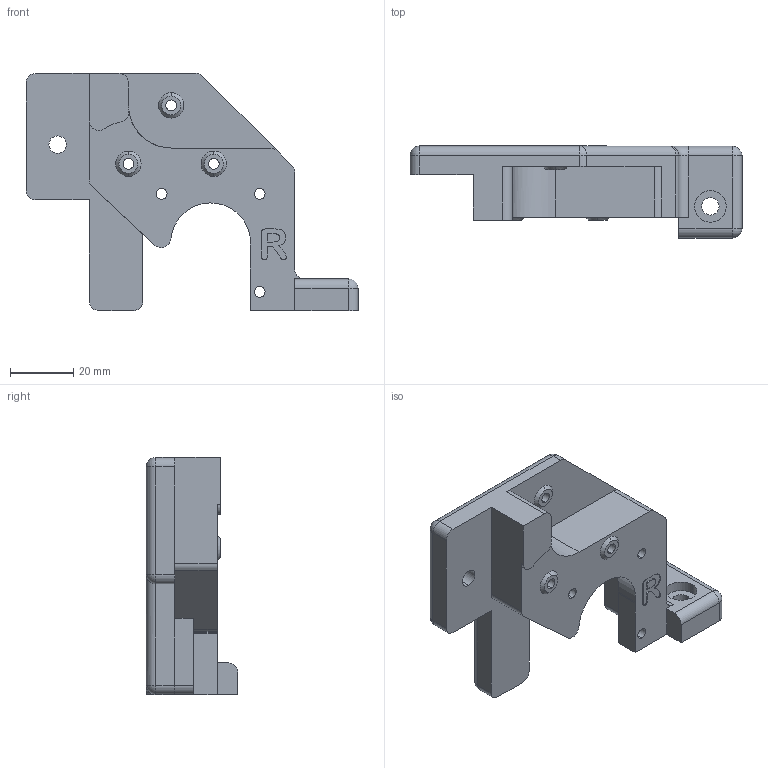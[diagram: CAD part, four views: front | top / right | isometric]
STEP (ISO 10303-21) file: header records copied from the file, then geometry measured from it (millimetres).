
FILE_DESCRIPTION (( 'STEP AP203' ), '1' );
FILE_NAME ('blv-10mm-motor bracket right bottom_v1.STEP', '2019-06-05T08:21:52', ( '' ), ( '' ), 'SwSTEP 2.0', 'SolidWorks 2016', '' );
FILE_SCHEMA (( 'CONFIG_CONTROL_DESIGN' ));
Length unit declared in the file: millimetre
Products named in the file (2): blv-10mm-motor bracket right bottom_v1
Bounding box: 105 x 29 x 75 mm (x, y, z)
Volume: 56062.1 mm3; surface area: 18155 mm2
Topology: 1 solids, 1 shells, 140 faces, 366 edges, 231 vertices
Faces by surface type: plane 62, cylinder 51, bspline 13, sphere 7, cone 6, torus 1
Entity records: 4992 total; most frequent: CARTESIAN_POINT 1399, ORIENTED_EDGE 718, DIRECTION 701, EDGE_CURVE 359, AXIS2_PLACEMENT_3D 241, VERTEX_POINT 231, LINE 219, VECTOR 219
